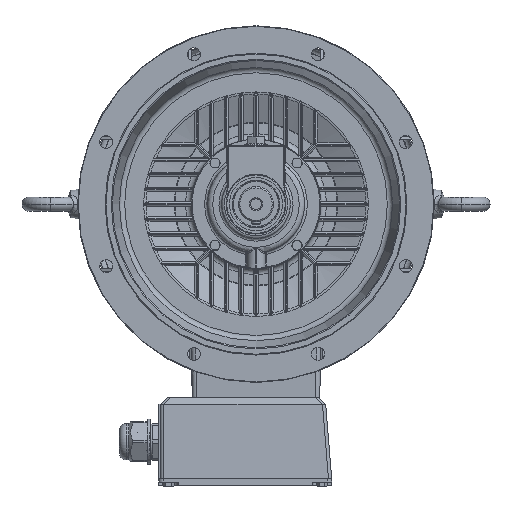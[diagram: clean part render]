
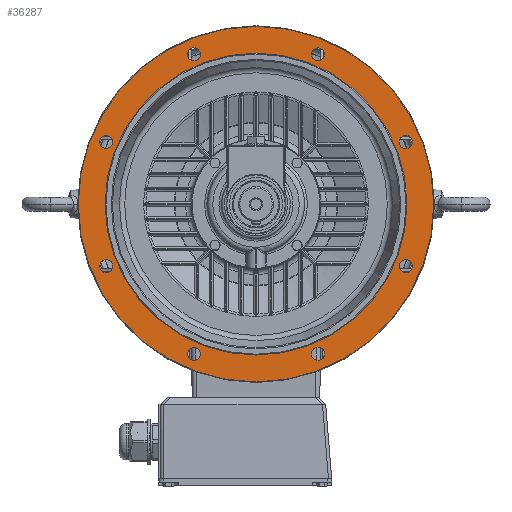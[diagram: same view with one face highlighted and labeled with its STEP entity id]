
A CAD part, left-side view. The second image highlights one B-rep face of the part: STEP entity #36287.
In plain terms, the highlighted planar face has unit normal (-1, 0, 0).
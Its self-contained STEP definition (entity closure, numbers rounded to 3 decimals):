
#9741=PLANE('',#111452);
#36287=ADVANCED_FACE('',(#40459,#40460,#40461,#40462,#40463,#40464,#40465,
#40466,#40467,#40468),#9741,.T.);
#40459=FACE_BOUND('',#46091,.T.);
#40460=FACE_BOUND('',#46092,.T.);
#40461=FACE_BOUND('',#46093,.T.);
#40462=FACE_BOUND('',#46094,.T.);
#40463=FACE_BOUND('',#46095,.T.);
#40464=FACE_BOUND('',#46096,.T.);
#40465=FACE_BOUND('',#46097,.T.);
#40466=FACE_BOUND('',#46098,.T.);
#40467=FACE_BOUND('',#46099,.T.);
#40468=FACE_BOUND('',#46100,.T.);
#46091=EDGE_LOOP('',(#69538));
#46092=EDGE_LOOP('',(#69539,#69540));
#46093=EDGE_LOOP('',(#69541,#69542));
#46094=EDGE_LOOP('',(#69543,#69544));
#46095=EDGE_LOOP('',(#69545,#69546));
#46096=EDGE_LOOP('',(#69547,#69548));
#46097=EDGE_LOOP('',(#69549,#69550));
#46098=EDGE_LOOP('',(#69551,#69552));
#46099=EDGE_LOOP('',(#69553,#69554));
#46100=EDGE_LOOP('',(#69555));
#69538=ORIENTED_EDGE('',*,*,#99192,.T.);
#69539=ORIENTED_EDGE('',*,*,#99193,.F.);
#69540=ORIENTED_EDGE('',*,*,#99194,.F.);
#69541=ORIENTED_EDGE('',*,*,#99195,.F.);
#69542=ORIENTED_EDGE('',*,*,#99196,.F.);
#69543=ORIENTED_EDGE('',*,*,#99197,.F.);
#69544=ORIENTED_EDGE('',*,*,#99198,.F.);
#69545=ORIENTED_EDGE('',*,*,#99199,.F.);
#69546=ORIENTED_EDGE('',*,*,#99200,.F.);
#69547=ORIENTED_EDGE('',*,*,#99201,.F.);
#69548=ORIENTED_EDGE('',*,*,#99202,.F.);
#69549=ORIENTED_EDGE('',*,*,#99203,.F.);
#69550=ORIENTED_EDGE('',*,*,#99204,.F.);
#69551=ORIENTED_EDGE('',*,*,#99205,.F.);
#69552=ORIENTED_EDGE('',*,*,#99206,.F.);
#69553=ORIENTED_EDGE('',*,*,#99207,.F.);
#69554=ORIENTED_EDGE('',*,*,#99208,.F.);
#69555=ORIENTED_EDGE('',*,*,#99209,.F.);
#85457=VERTEX_POINT('',#173869);
#85458=VERTEX_POINT('',#173871);
#85459=VERTEX_POINT('',#173872);
#85460=VERTEX_POINT('',#173875);
#85461=VERTEX_POINT('',#173876);
#85462=VERTEX_POINT('',#173879);
#85463=VERTEX_POINT('',#173880);
#85464=VERTEX_POINT('',#173883);
#85465=VERTEX_POINT('',#173884);
#85466=VERTEX_POINT('',#173887);
#85467=VERTEX_POINT('',#173888);
#85468=VERTEX_POINT('',#173891);
#85469=VERTEX_POINT('',#173892);
#85470=VERTEX_POINT('',#173895);
#85471=VERTEX_POINT('',#173896);
#85472=VERTEX_POINT('',#173899);
#85473=VERTEX_POINT('',#173900);
#85474=VERTEX_POINT('',#173903);
#99192=EDGE_CURVE('',#85457,#85457,#105007,.T.);
#99193=EDGE_CURVE('',#85458,#85459,#105008,.T.);
#99194=EDGE_CURVE('',#85459,#85458,#105009,.T.);
#99195=EDGE_CURVE('',#85460,#85461,#105010,.T.);
#99196=EDGE_CURVE('',#85461,#85460,#105011,.T.);
#99197=EDGE_CURVE('',#85462,#85463,#105012,.T.);
#99198=EDGE_CURVE('',#85463,#85462,#105013,.T.);
#99199=EDGE_CURVE('',#85464,#85465,#105014,.T.);
#99200=EDGE_CURVE('',#85465,#85464,#105015,.T.);
#99201=EDGE_CURVE('',#85466,#85467,#105016,.T.);
#99202=EDGE_CURVE('',#85467,#85466,#105017,.T.);
#99203=EDGE_CURVE('',#85468,#85469,#105018,.T.);
#99204=EDGE_CURVE('',#85469,#85468,#105019,.T.);
#99205=EDGE_CURVE('',#85470,#85471,#105020,.T.);
#99206=EDGE_CURVE('',#85471,#85470,#105021,.T.);
#99207=EDGE_CURVE('',#85472,#85473,#105022,.T.);
#99208=EDGE_CURVE('',#85473,#85472,#105023,.T.);
#99209=EDGE_CURVE('',#85474,#85474,#105024,.T.);
#105007=CIRCLE('',#111434,329.);
#105008=CIRCLE('',#111435,12.);
#105009=CIRCLE('',#111436,12.);
#105010=CIRCLE('',#111437,12.);
#105011=CIRCLE('',#111438,12.);
#105012=CIRCLE('',#111439,12.);
#105013=CIRCLE('',#111440,12.);
#105014=CIRCLE('',#111441,12.);
#105015=CIRCLE('',#111442,12.);
#105016=CIRCLE('',#111443,12.);
#105017=CIRCLE('',#111444,12.);
#105018=CIRCLE('',#111445,12.);
#105019=CIRCLE('',#111446,12.);
#105020=CIRCLE('',#111447,12.);
#105021=CIRCLE('',#111448,12.);
#105022=CIRCLE('',#111449,12.);
#105023=CIRCLE('',#111450,12.);
#105024=CIRCLE('',#111451,279.289);
#111434=AXIS2_PLACEMENT_3D('',#173868,#132912,#132913);
#111435=AXIS2_PLACEMENT_3D('',#173870,#132914,#132915);
#111436=AXIS2_PLACEMENT_3D('',#173873,#132916,#132917);
#111437=AXIS2_PLACEMENT_3D('',#173874,#132918,#132919);
#111438=AXIS2_PLACEMENT_3D('',#173877,#132920,#132921);
#111439=AXIS2_PLACEMENT_3D('',#173878,#132922,#132923);
#111440=AXIS2_PLACEMENT_3D('',#173881,#132924,#132925);
#111441=AXIS2_PLACEMENT_3D('',#173882,#132926,#132927);
#111442=AXIS2_PLACEMENT_3D('',#173885,#132928,#132929);
#111443=AXIS2_PLACEMENT_3D('',#173886,#132930,#132931);
#111444=AXIS2_PLACEMENT_3D('',#173889,#132932,#132933);
#111445=AXIS2_PLACEMENT_3D('',#173890,#132934,#132935);
#111446=AXIS2_PLACEMENT_3D('',#173893,#132936,#132937);
#111447=AXIS2_PLACEMENT_3D('',#173894,#132938,#132939);
#111448=AXIS2_PLACEMENT_3D('',#173897,#132940,#132941);
#111449=AXIS2_PLACEMENT_3D('',#173898,#132942,#132943);
#111450=AXIS2_PLACEMENT_3D('',#173901,#132944,#132945);
#111451=AXIS2_PLACEMENT_3D('',#173902,#132946,#132947);
#111452=AXIS2_PLACEMENT_3D('',#173904,#132948,#132949);
#132912=DIRECTION('',(-1.,0.,0.));
#132913=DIRECTION('',(0.,0.,1.));
#132914=DIRECTION('',(-1.,0.,0.));
#132915=DIRECTION('',(0.,0.707,0.707));
#132916=DIRECTION('',(-1.,0.,0.));
#132917=DIRECTION('',(0.,-0.707,-0.707));
#132918=DIRECTION('',(-1.,0.,0.));
#132919=DIRECTION('',(0.,0.,1.));
#132920=DIRECTION('',(-1.,0.,0.));
#132921=DIRECTION('',(0.,0.,-1.));
#132922=DIRECTION('',(-1.,0.,0.));
#132923=DIRECTION('',(0.,-0.707,0.707));
#132924=DIRECTION('',(-1.,0.,0.));
#132925=DIRECTION('',(0.,0.707,-0.707));
#132926=DIRECTION('',(-1.,0.,0.));
#132927=DIRECTION('',(0.,-1.,0.));
#132928=DIRECTION('',(-1.,0.,0.));
#132929=DIRECTION('',(0.,1.,0.));
#132930=DIRECTION('',(-1.,0.,0.));
#132931=DIRECTION('',(0.,-0.707,-0.707));
#132932=DIRECTION('',(-1.,0.,0.));
#132933=DIRECTION('',(0.,0.707,0.707));
#132934=DIRECTION('',(-1.,0.,0.));
#132935=DIRECTION('',(0.,0.,-1.));
#132936=DIRECTION('',(-1.,0.,0.));
#132937=DIRECTION('',(0.,0.,1.));
#132938=DIRECTION('',(-1.,0.,0.));
#132939=DIRECTION('',(0.,0.707,-0.707));
#132940=DIRECTION('',(-1.,0.,0.));
#132941=DIRECTION('',(0.,-0.707,0.707));
#132942=DIRECTION('',(-1.,0.,0.));
#132943=DIRECTION('',(0.,1.,0.));
#132944=DIRECTION('',(-1.,0.,0.));
#132945=DIRECTION('',(0.,-1.,0.));
#132946=DIRECTION('',(-1.,0.,0.));
#132947=DIRECTION('',(0.,0.,1.));
#132948=DIRECTION('',(-1.,0.,0.));
#132949=DIRECTION('',(0.,0.,1.));
#173868=CARTESIAN_POINT('',(-118.583,327.783,-327.783));
#173869=CARTESIAN_POINT('',(-118.583,327.783,1.217));
#173870=CARTESIAN_POINT('',(-118.583,212.978,-50.619));
#173871=CARTESIAN_POINT('',(-118.583,221.463,-42.134));
#173872=CARTESIAN_POINT('',(-118.583,204.492,-59.104));
#173873=CARTESIAN_POINT('',(-118.583,212.978,-50.619));
#173874=CARTESIAN_POINT('',(-118.583,50.619,-212.978));
#173875=CARTESIAN_POINT('',(-118.583,50.619,-200.978));
#173876=CARTESIAN_POINT('',(-118.583,50.619,-224.978));
#173877=CARTESIAN_POINT('',(-118.583,50.619,-212.978));
#173878=CARTESIAN_POINT('',(-118.583,50.619,-442.588));
#173879=CARTESIAN_POINT('',(-118.583,42.134,-434.102));
#173880=CARTESIAN_POINT('',(-118.583,59.104,-451.073));
#173881=CARTESIAN_POINT('',(-118.583,50.619,-442.588));
#173882=CARTESIAN_POINT('',(-118.583,212.978,-604.947));
#173883=CARTESIAN_POINT('',(-118.583,200.978,-604.947));
#173884=CARTESIAN_POINT('',(-118.583,224.978,-604.947));
#173885=CARTESIAN_POINT('',(-118.583,212.978,-604.947));
#173886=CARTESIAN_POINT('',(-118.583,442.588,-604.947));
#173887=CARTESIAN_POINT('',(-118.583,434.102,-613.432));
#173888=CARTESIAN_POINT('',(-118.583,451.073,-596.461));
#173889=CARTESIAN_POINT('',(-118.583,442.588,-604.947));
#173890=CARTESIAN_POINT('',(-118.583,604.947,-442.588));
#173891=CARTESIAN_POINT('',(-118.583,604.947,-454.588));
#173892=CARTESIAN_POINT('',(-118.583,604.947,-430.588));
#173893=CARTESIAN_POINT('',(-118.583,604.947,-442.588));
#173894=CARTESIAN_POINT('',(-118.583,604.947,-212.978));
#173895=CARTESIAN_POINT('',(-118.583,613.432,-221.463));
#173896=CARTESIAN_POINT('',(-118.583,596.461,-204.492));
#173897=CARTESIAN_POINT('',(-118.583,604.947,-212.978));
#173898=CARTESIAN_POINT('',(-118.583,442.588,-50.619));
#173899=CARTESIAN_POINT('',(-118.583,454.588,-50.619));
#173900=CARTESIAN_POINT('',(-118.583,430.588,-50.619));
#173901=CARTESIAN_POINT('',(-118.583,442.588,-50.619));
#173902=CARTESIAN_POINT('',(-118.583,327.783,-327.783));
#173903=CARTESIAN_POINT('',(-118.583,327.783,-48.494));
#173904=CARTESIAN_POINT('',(-118.583,327.783,-327.783));
